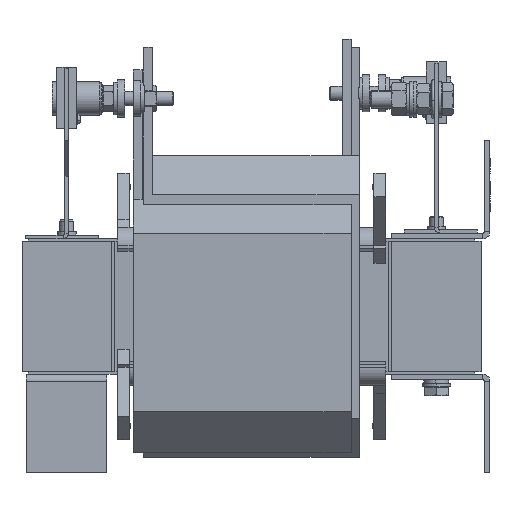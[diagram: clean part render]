
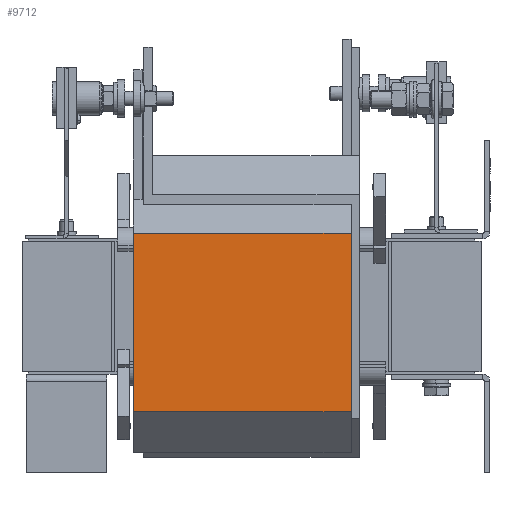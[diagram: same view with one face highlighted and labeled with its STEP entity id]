
A CAD part, left-side view. The second image highlights one B-rep face of the part: STEP entity #9712.
In plain terms, the highlighted planar face has unit normal (-1, 0, 0).
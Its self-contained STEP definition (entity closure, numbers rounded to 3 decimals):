
#1933 = CARTESIAN_POINT ( 'NONE',  ( -227.1, 169.75, 41. ) ) ;
#3948 = CARTESIAN_POINT ( 'NONE',  ( -227.1, 47.75, -59. ) ) ;
#7453 = CARTESIAN_POINT ( 'NONE',  ( -227.1, 169.75, 41. ) ) ;
#7915 = EDGE_CURVE ( 'NONE', #49746, #34346, #43344, .T. ) ;
#8636 = PLANE ( 'NONE',  #23172 ) ;
#9088 = VECTOR ( 'NONE', #46350, 1000. ) ;
#9712 = ADVANCED_FACE ( 'NONE', ( #37503 ), #8636, .T. ) ;
#9888 = EDGE_CURVE ( 'NONE', #31141, #34346, #25597, .T. ) ;
#10809 = VECTOR ( 'NONE', #48007, 1000. ) ;
#13030 = EDGE_CURVE ( 'NONE', #51653, #49746, #48540, .T. ) ;
#13460 = DIRECTION ( 'NONE',  ( 0., 1., 0. ) ) ;
#14787 = ORIENTED_EDGE ( 'NONE', *, *, #7915, .T. ) ;
#14877 = CARTESIAN_POINT ( 'NONE',  ( -227.1, 47.75, 41. ) ) ;
#14993 = VECTOR ( 'NONE', #25569, 1000. ) ;
#16385 = CARTESIAN_POINT ( 'NONE',  ( -227.1, 47.75, 41. ) ) ;
#16845 = CARTESIAN_POINT ( 'NONE',  ( -227.1, 47.75, -59. ) ) ;
#18594 = CARTESIAN_POINT ( 'NONE',  ( -227.1, 169.75, -59. ) ) ;
#22664 = ORIENTED_EDGE ( 'NONE', *, *, #13030, .T. ) ;
#23172 = AXIS2_PLACEMENT_3D ( 'NONE', #16385, #32791, #40465 ) ;
#25569 = DIRECTION ( 'NONE',  ( 0., 0., 1. ) ) ;
#25597 = LINE ( 'NONE', #1933, #14993 ) ;
#25866 = EDGE_LOOP ( 'NONE', ( #14787, #31715, #43870, #22664 ) ) ;
#30654 = CARTESIAN_POINT ( 'NONE',  ( -227.1, 47.75, 41. ) ) ;
#31141 = VERTEX_POINT ( 'NONE', #18594 ) ;
#31715 = ORIENTED_EDGE ( 'NONE', *, *, #9888, .F. ) ;
#32648 = CARTESIAN_POINT ( 'NONE',  ( -227.1, 47.75, 41. ) ) ;
#32709 = VECTOR ( 'NONE', #13460, 1000. ) ;
#32791 = DIRECTION ( 'NONE',  ( -1., 0., 0. ) ) ;
#32877 = EDGE_CURVE ( 'NONE', #51653, #31141, #48338, .T. ) ;
#34346 = VERTEX_POINT ( 'NONE', #7453 ) ;
#37503 = FACE_OUTER_BOUND ( 'NONE', #25866, .T. ) ;
#40465 = DIRECTION ( 'NONE',  ( 0., 1., 0. ) ) ;
#43344 = LINE ( 'NONE', #14877, #32709 ) ;
#43870 = ORIENTED_EDGE ( 'NONE', *, *, #32877, .F. ) ;
#46350 = DIRECTION ( 'NONE',  ( 0., 0., 1. ) ) ;
#48007 = DIRECTION ( 'NONE',  ( 0., 1., 0. ) ) ;
#48338 = LINE ( 'NONE', #3948, #10809 ) ;
#48540 = LINE ( 'NONE', #30654, #9088 ) ;
#49746 = VERTEX_POINT ( 'NONE', #32648 ) ;
#51653 = VERTEX_POINT ( 'NONE', #16845 ) ;
